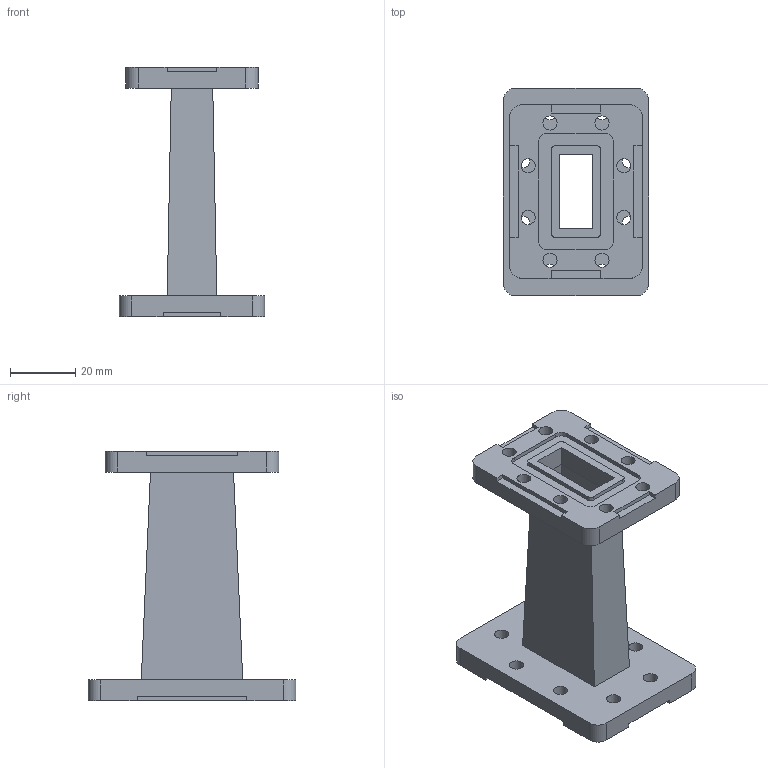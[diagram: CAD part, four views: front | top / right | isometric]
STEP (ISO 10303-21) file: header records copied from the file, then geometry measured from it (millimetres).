
FILE_DESCRIPTION (( 'STEP AP203' ), '1' );
FILE_NAME ('PEWTS1003_3D.step', '2020-12-11T16:54:14', ( '' ), ( '' ), 'SwSTEP 2.0', 'SolidWorks 2018', '' );
FILE_SCHEMA (( 'CONFIG_CONTROL_DESIGN' ));
Length unit declared in the file: inch
Products named in the file (1): PEWTS1003_3D
Bounding box: 44.45 x 63.5 x 76.2 mm (x, y, z)
Volume: 30910.7 mm3; surface area: 23499.3 mm2
Topology: 1 solids, 1 shells, 120 faces, 328 edges, 216 vertices
Faces by surface type: plane 80, cylinder 40
Full cylindrical faces by diameter (mm): 4.318 x16
Entity records: 3855 total; most frequent: CARTESIAN_POINT 649, DIRECTION 634, ORIENTED_EDGE 624, EDGE_CURVE 312, LINE 232, VECTOR 232, VERTEX_POINT 216, AXIS2_PLACEMENT_3D 201
